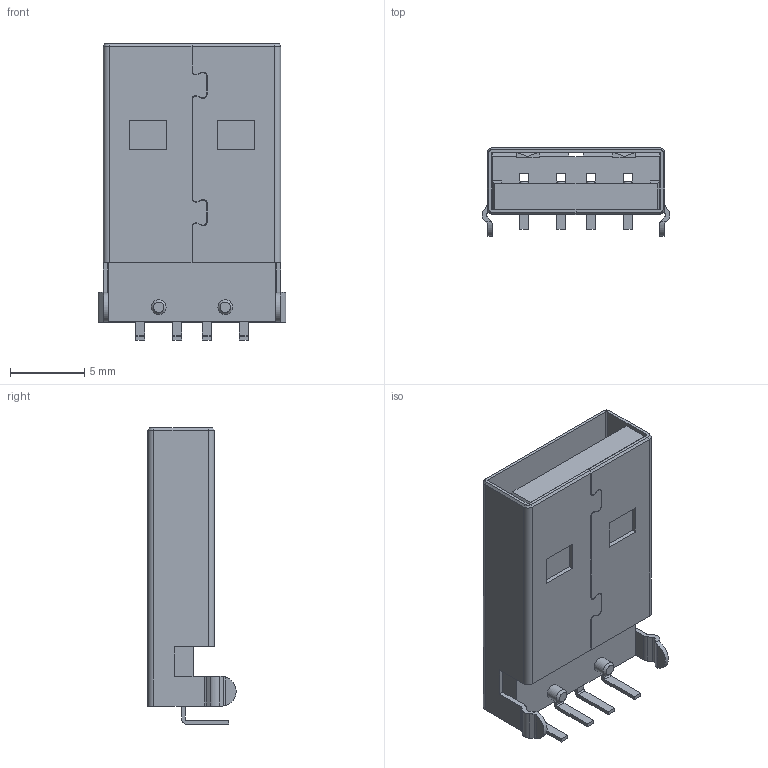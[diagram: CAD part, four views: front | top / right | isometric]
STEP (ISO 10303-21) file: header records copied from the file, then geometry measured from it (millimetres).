
FILE_DESCRIPTION( ( 'STEP AP214' ), '1' );
FILE_NAME( 'psolqas1301028748.stp', '2020-02-12T12:01:02', ( '' ), ( '' ), ' ', 'PARTsolutions', ' ' );
FILE_SCHEMA( ( 'AUTOMOTIVE_DESIGN { 1 0 10303 214 1 1 1 1 }' ) );
Length unit declared in the file: metre
Products named in the file (1): 1
Bounding box: 12.7 x 5.97 x 20.02 mm (x, y, z)
Volume: 700.4 mm3; surface area: 1872.7 mm2
Topology: 1 solids, 1 shells, 298 faces, 855 edges, 558 vertices
Faces by surface type: plane 220, cylinder 64, bspline 8, cone 6
Full cylindrical faces by diameter (mm): 1 x2
Entity records: 9882 total; most frequent: CARTESIAN_POINT 1988, ORIENTED_EDGE 1698, DIRECTION 1557, EDGE_CURVE 849, LINE 691, VECTOR 691, VERTEX_POINT 556, AXIS2_PLACEMENT_3D 433
